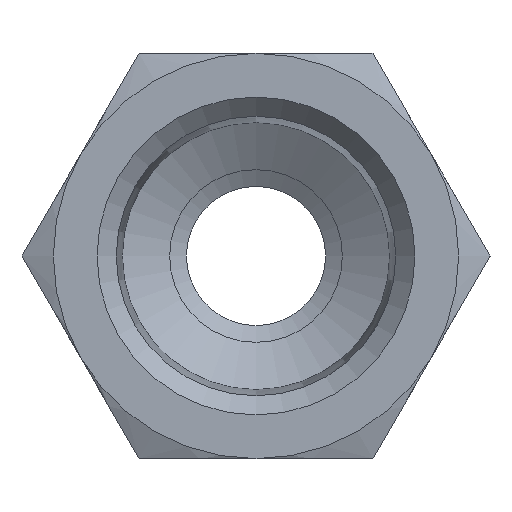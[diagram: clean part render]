
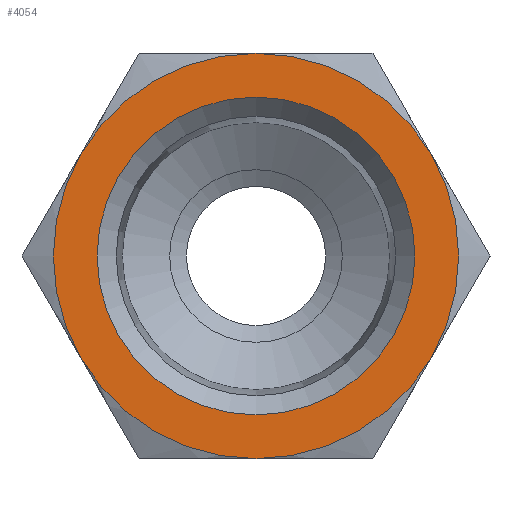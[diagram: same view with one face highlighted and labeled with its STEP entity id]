
A CAD part, left-side view. The second image highlights one B-rep face of the part: STEP entity #4054.
In plain terms, the highlighted planar face has unit normal (-1, 0, 0).
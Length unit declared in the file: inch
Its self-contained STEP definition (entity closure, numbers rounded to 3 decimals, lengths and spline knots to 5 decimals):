
#2904=CARTESIAN_POINT('',(0.0,0.,0.44));
#2905=VERTEX_POINT('',#2904);
#3418=CARTESIAN_POINT('',(0.0,0.,0.345));
#3419=VERTEX_POINT('',#3418);
#3420=CARTESIAN_POINT('',(0.0,0.,0.));
#3421=DIRECTION('',(1.0,0.0,0.0));
#3422=DIRECTION('',(0.0,0.0,-1.0));
#3423=AXIS2_PLACEMENT_3D('',#3420,#3421,#3422);
#3424=CIRCLE('',#3423,0.345);
#3425=EDGE_CURVE('',#3419,#3419,#3424,.T.);
#3448=CARTESIAN_POINT('',(0.0,0.38105,0.22));
#3449=VERTEX_POINT('',#3448);
#3463=CARTESIAN_POINT('',(0.0,0.0,0.0));
#3464=DIRECTION('',(-1.0,0.0,0.0));
#3465=DIRECTION('',(0.0,1.0,0.0));
#3466=AXIS2_PLACEMENT_3D('',#3463,#3464,#3465);
#3467=CIRCLE('',#3466,0.44);
#3468=EDGE_CURVE('',#2905,#3449,#3467,.T.);
#3478=CARTESIAN_POINT('',(0.0,-0.38105,0.22));
#3479=VERTEX_POINT('',#3478);
#3494=CARTESIAN_POINT('',(0.0,0.0,0.0));
#3495=DIRECTION('',(-1.0,0.0,0.0));
#3496=DIRECTION('',(0.0,1.0,0.0));
#3497=AXIS2_PLACEMENT_3D('',#3494,#3495,#3496);
#3498=CIRCLE('',#3497,0.44);
#3499=EDGE_CURVE('',#3479,#2905,#3498,.T.);
#3511=CARTESIAN_POINT('',(0.0,-0.38105,-0.22));
#3512=VERTEX_POINT('',#3511);
#3539=CARTESIAN_POINT('',(0.0,0.0,0.0));
#3540=DIRECTION('',(-1.0,0.0,0.0));
#3541=DIRECTION('',(0.0,1.0,0.0));
#3542=AXIS2_PLACEMENT_3D('',#3539,#3540,#3541);
#3543=CIRCLE('',#3542,0.44);
#3544=EDGE_CURVE('',#3512,#3479,#3543,.T.);
#3569=CARTESIAN_POINT('',(0.0,0.0,-0.44));
#3570=VERTEX_POINT('',#3569);
#3571=CARTESIAN_POINT('',(0.0,0.0,0.0));
#3572=DIRECTION('',(-1.0,0.0,0.0));
#3573=DIRECTION('',(0.0,1.0,0.0));
#3574=AXIS2_PLACEMENT_3D('',#3571,#3572,#3573);
#3575=CIRCLE('',#3574,0.44);
#3576=EDGE_CURVE('',#3570,#3512,#3575,.T.);
#3614=CARTESIAN_POINT('',(0.0,0.38105,-0.22));
#3615=VERTEX_POINT('',#3614);
#3616=CARTESIAN_POINT('',(0.0,0.0,0.0));
#3617=DIRECTION('',(-1.0,0.0,0.0));
#3618=DIRECTION('',(0.0,1.0,0.0));
#3619=AXIS2_PLACEMENT_3D('',#3616,#3617,#3618);
#3620=CIRCLE('',#3619,0.44);
#3621=EDGE_CURVE('',#3615,#3570,#3620,.T.);
#3659=CARTESIAN_POINT('',(0.0,0.0,0.0));
#3660=DIRECTION('',(-1.0,0.0,0.0));
#3661=DIRECTION('',(0.0,1.0,0.0));
#3662=AXIS2_PLACEMENT_3D('',#3659,#3660,#3661);
#3663=CIRCLE('',#3662,0.44);
#3664=EDGE_CURVE('',#3449,#3615,#3663,.T.);
#4038=CARTESIAN_POINT('',(0.0,0.,0.));
#4039=DIRECTION('',(1.0,0.0,0.0));
#4040=DIRECTION('',(0.0,0.0,-1.0));
#4041=AXIS2_PLACEMENT_3D('',#4038,#4039,#4040);
#4042=PLANE('',#4041);
#4043=ORIENTED_EDGE('',*,*,#3664,.T.);
#4044=ORIENTED_EDGE('',*,*,#3621,.T.);
#4045=ORIENTED_EDGE('',*,*,#3576,.T.);
#4046=ORIENTED_EDGE('',*,*,#3544,.T.);
#4047=ORIENTED_EDGE('',*,*,#3499,.T.);
#4048=ORIENTED_EDGE('',*,*,#3468,.T.);
#4049=EDGE_LOOP('',(#4043,#4044,#4045,#4046,#4047,#4048));
#4050=FACE_OUTER_BOUND('',#4049,.T.);
#4051=ORIENTED_EDGE('',*,*,#3425,.T.);
#4052=EDGE_LOOP('',(#4051));
#4053=FACE_BOUND('',#4052,.T.);
#4054=ADVANCED_FACE('',(#4050,#4053),#4042,.F.);
